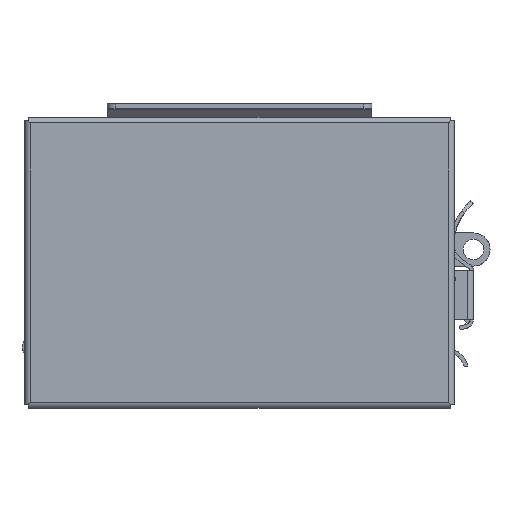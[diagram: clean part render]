
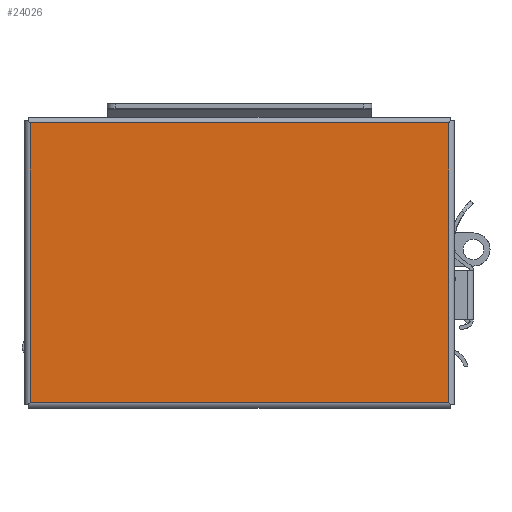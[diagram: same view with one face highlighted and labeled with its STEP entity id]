
A CAD part, top view. The second image highlights one B-rep face of the part: STEP entity #24026.
In plain terms, the highlighted planar face has unit normal (0, 0, 1).
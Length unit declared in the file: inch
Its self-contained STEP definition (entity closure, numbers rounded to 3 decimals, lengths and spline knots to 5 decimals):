
#815 = ORIENTED_EDGE ( 'NONE', *, *, #9428, .F. ) ;
#1863 = CARTESIAN_POINT ( 'NONE',  ( 3.1585, -4.254, 3.057 ) ) ;
#3040 = PLANE ( 'NONE',  #25608 ) ;
#3836 = LINE ( 'NONE', #22735, #7293 ) ;
#3944 = ORIENTED_EDGE ( 'NONE', *, *, #26854, .F. ) ;
#4883 = DIRECTION ( 'NONE',  ( 0., -1., 0. ) ) ;
#4971 = CARTESIAN_POINT ( 'NONE',  ( 3.1585, -0.029, 3.057 ) ) ;
#5458 = VECTOR ( 'NONE', #25268, 39.37008 ) ;
#6082 = VECTOR ( 'NONE', #7849, 39.37008 ) ;
#7293 = VECTOR ( 'NONE', #26804, 39.37008 ) ;
#7849 = DIRECTION ( 'NONE',  ( -1., 0., 0. ) ) ;
#9017 = EDGE_CURVE ( 'NONE', #11580, #13876, #15247, .T. ) ;
#9428 = EDGE_CURVE ( 'NONE', #18731, #25430, #16978, .T. ) ;
#11026 = EDGE_CURVE ( 'NONE', #25430, #11580, #3836, .T. ) ;
#11120 = CARTESIAN_POINT ( 'NONE',  ( -3.1585, -4.254, 3.057 ) ) ;
#11341 = CARTESIAN_POINT ( 'NONE',  ( 3.1585, -0.029, 3.057 ) ) ;
#11580 = VERTEX_POINT ( 'NONE', #4971 ) ;
#11721 = ORIENTED_EDGE ( 'NONE', *, *, #9017, .F. ) ;
#12140 = EDGE_LOOP ( 'NONE', ( #815, #3944, #11721, #13903 ) ) ;
#12265 = VECTOR ( 'NONE', #4883, 39.37008 ) ;
#13480 = CARTESIAN_POINT ( 'NONE',  ( 3.1585, -4.254, 3.057 ) ) ;
#13848 = LINE ( 'NONE', #1863, #6082 ) ;
#13876 = VERTEX_POINT ( 'NONE', #13480 ) ;
#13903 = ORIENTED_EDGE ( 'NONE', *, *, #11026, .F. ) ;
#15247 = LINE ( 'NONE', #23534, #12265 ) ;
#16978 = LINE ( 'NONE', #11120, #5458 ) ;
#17588 = DIRECTION ( 'NONE',  ( 0., 0., 1. ) ) ;
#18731 = VERTEX_POINT ( 'NONE', #20288 ) ;
#19355 = FACE_OUTER_BOUND ( 'NONE', #12140, .T. ) ;
#19506 = DIRECTION ( 'NONE',  ( -1., 0., 0. ) ) ;
#20288 = CARTESIAN_POINT ( 'NONE',  ( -3.1585, -4.254, 3.057 ) ) ;
#20651 = CARTESIAN_POINT ( 'NONE',  ( -3.1585, -0.029, 3.057 ) ) ;
#22735 = CARTESIAN_POINT ( 'NONE',  ( -3.1585, -0.029, 3.057 ) ) ;
#23534 = CARTESIAN_POINT ( 'NONE',  ( 3.1585, -0.029, 3.057 ) ) ;
#24026 = ADVANCED_FACE ( 'NONE', ( #19355 ), #3040, .T. ) ;
#25268 = DIRECTION ( 'NONE',  ( 0., 1., 0. ) ) ;
#25430 = VERTEX_POINT ( 'NONE', #20651 ) ;
#25608 = AXIS2_PLACEMENT_3D ( 'NONE', #11341, #17588, #19506 ) ;
#26804 = DIRECTION ( 'NONE',  ( 1., 0., 0. ) ) ;
#26854 = EDGE_CURVE ( 'NONE', #13876, #18731, #13848, .T. ) ;
